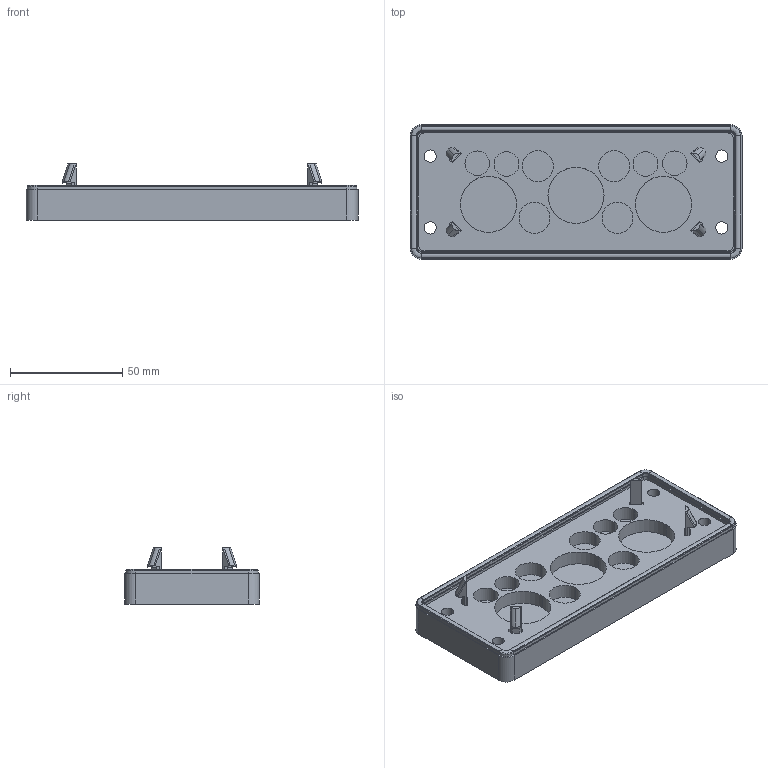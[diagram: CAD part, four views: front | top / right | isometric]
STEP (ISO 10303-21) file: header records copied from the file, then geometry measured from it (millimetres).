
FILE_DESCRIPTION (( 'STEP AP203' ), '1' );
FILE_NAME ('567315.step', '2020-12-17T18:37:25', ( '' ), ( '' ), 'SwSTEP 2.0', 'SolidWorks 2019', '' );
FILE_SCHEMA (( 'CONFIG_CONTROL_DESIGN' ));
Length unit declared in the file: millimetre
Products named in the file (1): 567315
Bounding box: 148 x 60 x 25 mm (x, y, z)
Volume: 79478.7 mm3; surface area: 63408.3 mm2
Topology: 4 solids, 4 shells, 382 faces, 1016 edges, 660 vertices
Faces by surface type: plane 178, cylinder 168, torus 20, cone 16
Entity records: 12163 total; most frequent: CARTESIAN_POINT 2227, DIRECTION 2094, ORIENTED_EDGE 2032, EDGE_CURVE 1016, AXIS2_PLACEMENT_3D 735, VERTEX_POINT 660, VECTOR 624, LINE 624
